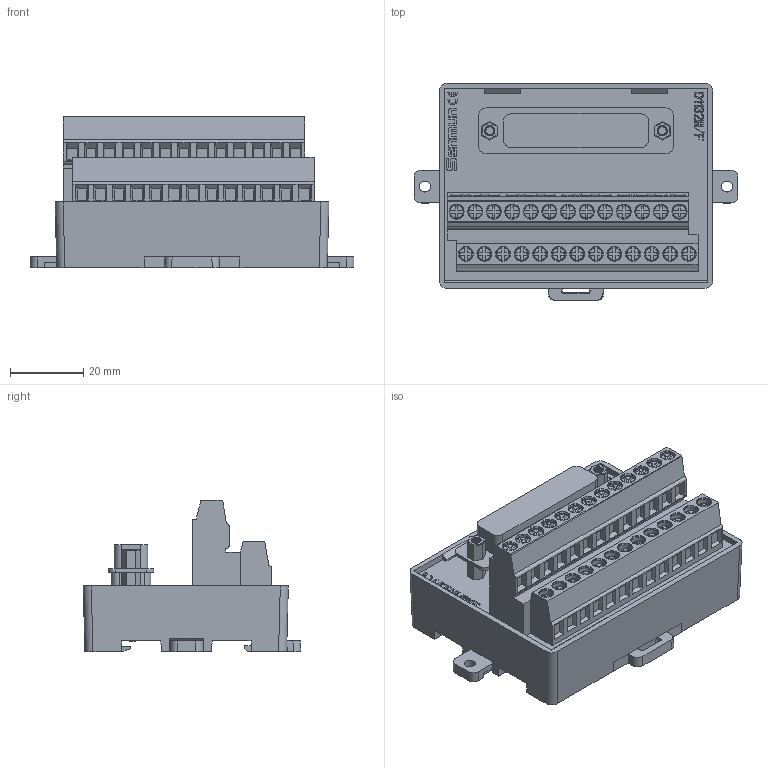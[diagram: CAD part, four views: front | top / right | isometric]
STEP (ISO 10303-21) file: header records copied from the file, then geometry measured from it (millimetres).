
FILE_DESCRIPTION(/* description */ (''),/* implementation_level */ '2;1');
FILE_NAME(/* name */ 'D1132M_F-E.stp',/* time_stamp */ '2024-08-08T16:22:00+08:00',/* author */ (''),/* organization */ (''),/* preprocessor_version */ 'ST-DEVELOPER v14',/* originating_system */ 'SIEMENS PLM Software NX 8.0',/* authorisation */ '');
FILE_SCHEMA (('AUTOMOTIVE_DESIGN { 1 0 10303 214 3 1 1 1 }'));
Length unit declared in the file: millimetre
Products named in the file (1): D1132M_F-E 3D_stp
Bounding box: 88.6 x 59.51 x 41.45 mm (x, y, z)
Volume: 91084.2 mm3; surface area: 23980.1 mm2
Topology: 3 solids, 3 shells, 1297 faces, 3467 edges, 2290 vertices
Faces by surface type: plane 1025, cylinder 115, torus 78, cone 58, extrusion 13, bspline 8
Full cylindrical faces by diameter (mm): 3 x2, 4.1 x26, 4.13 x26
Entity records: 47103 total; most frequent: CARTESIAN_POINT 14507, ORIENTED_EDGE 6690, DIRECTION 5921, EDGE_CURVE 3345, VECTOR 2669, LINE 2656, VERTEX_POINT 2250, AXIS2_PLACEMENT_3D 1626
